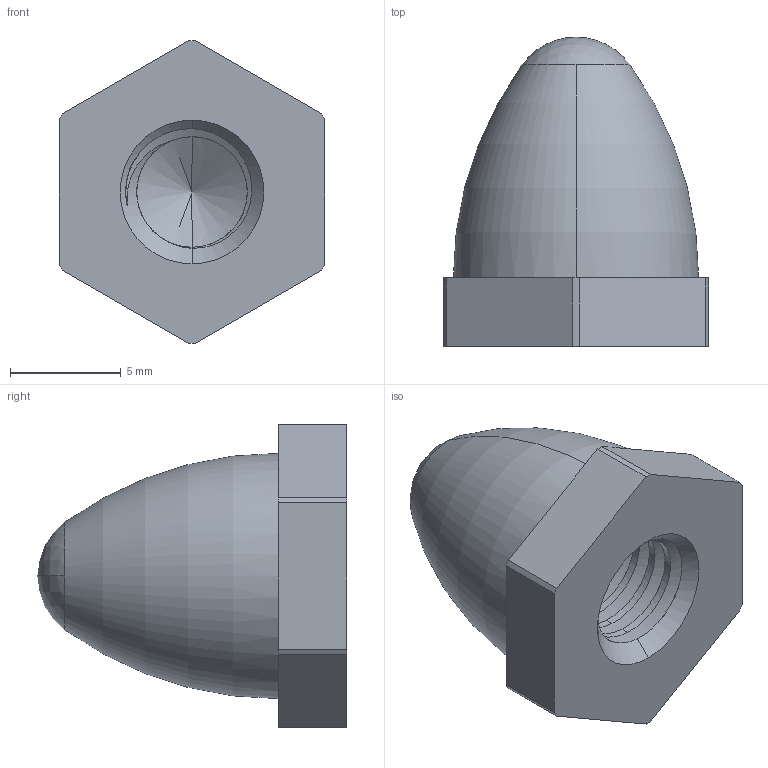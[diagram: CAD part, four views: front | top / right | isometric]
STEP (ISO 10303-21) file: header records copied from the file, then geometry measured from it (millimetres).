
FILE_DESCRIPTION (( 'STEP AP203' ), '1' );
FILE_NAME ('kok_CCW_sldprt.STEP', '2016-02-29T23:30:13', ( '' ), ( '' ), 'SwSTEP 2.0', 'SolidWorks 2015', '' );
FILE_SCHEMA (( 'CONFIG_CONTROL_DESIGN' ));
Length unit declared in the file: millimetre
Products named in the file (1): kok_CCW_sldprt
Bounding box: 12 x 14 x 13.7 mm (x, y, z)
Volume: 820.3 mm3; surface area: 831.9 mm2
Topology: 1 solids, 1 shells, 58 faces, 162 edges, 106 vertices
Faces by surface type: cylinder 39, plane 9, cone 4, bspline 2, torus 2, sphere 2
Entity records: 2839 total; most frequent: CARTESIAN_POINT 1451, ORIENTED_EDGE 320, DIRECTION 238, EDGE_CURVE 160, VERTEX_POINT 106, AXIS2_PLACEMENT_3D 87, VECTOR 64, LINE 64
